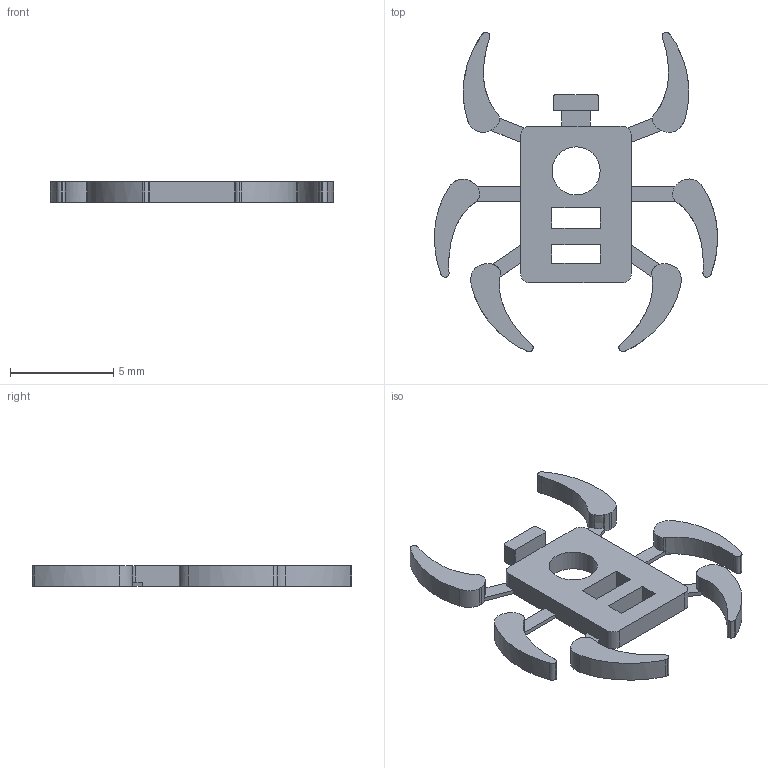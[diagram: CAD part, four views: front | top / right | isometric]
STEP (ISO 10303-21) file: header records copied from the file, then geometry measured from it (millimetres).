
FILE_DESCRIPTION(/* description */ (''),/* implementation_level */ '2;1');
FILE_NAME(/* name */ 'hexapod makers mark_v5.step',/* time_stamp */ '2023-01-28T13:10:40-08:00',/* author */ (''),/* organization */ (''),/* preprocessor_version */ 'ST-DEVELOPER v19.2',/* originating_system */ 'Autodesk Translation Framework v11.17.0.187',/* authorisation */ '');
FILE_SCHEMA (('AUTOMOTIVE_DESIGN { 1 0 10303 214 3 1 1 }'));
Length unit declared in the file: millimetre
Products named in the file (1): hexapod makers mark
Bounding box: 13.74 x 15.49 x 1 mm (x, y, z)
Volume: 63.6 mm3; surface area: 260.3 mm2
Topology: 1 solids, 1 shells, 138 faces, 395 edges, 259 vertices
Faces by surface type: bspline 73, plane 56, cylinder 9
Full cylindrical faces by diameter (mm): 2.333 x1
Entity records: 4723 total; most frequent: CARTESIAN_POINT 1593, ORIENTED_EDGE 790, DIRECTION 488, EDGE_CURVE 395, VERTEX_POINT 259, LINE 232, VECTOR 232, EDGE_LOOP 144
